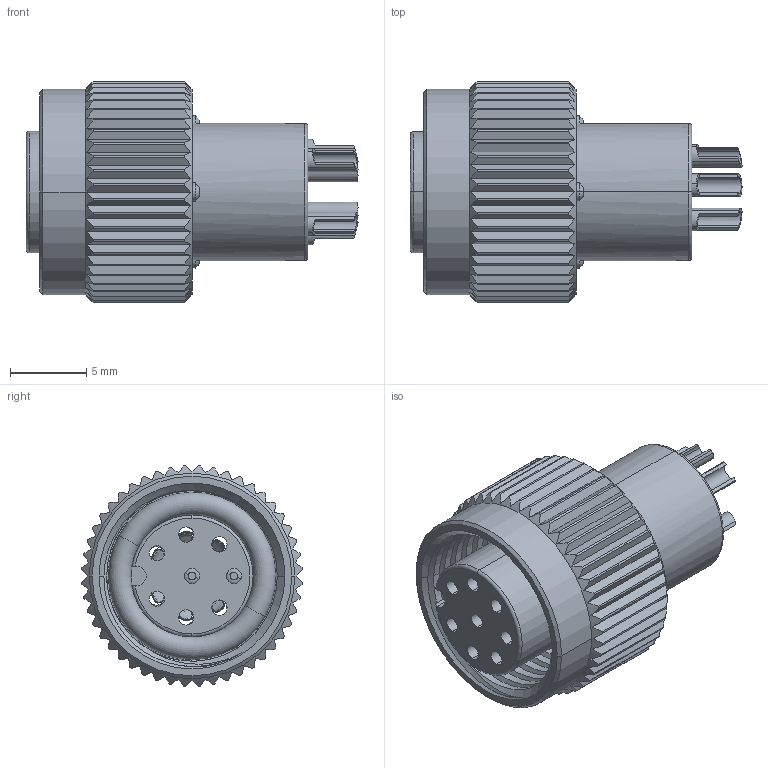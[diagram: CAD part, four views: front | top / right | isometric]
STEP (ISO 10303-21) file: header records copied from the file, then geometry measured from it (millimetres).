
FILE_DESCRIPTION (( 'STEP AP203' ), '1' );
FILE_NAME ('50-00968.STEP', '2023-04-18T16:47:37', ( '' ), ( '' ), 'SwSTEP 2.0', 'SolidWorks 2021', '' );
FILE_SCHEMA (( 'CONFIG_CONTROL_DESIGN' ));
Length unit declared in the file: millimetre
Products named in the file (6): 50-00968-03___; 50-00968-01___; 50-00968-02___; 50-00968-06; 50-00968-04___; 50-00968
Assembly tree (11 placements, depth 2):
  50-00968
    50-00968-01___
    50-00968-02___
    50-00968-03___  x6
    50-00968-04___
    50-00968-06  x2
Bounding box: 21.8 x 14.48 x 14.48 mm (x, y, z)
Volume: 1530.1 mm3; surface area: 3695 mm2
Topology: 11 solids, 11 shells, 873 faces, 2298 edges, 1471 vertices
Faces by surface type: plane 328, cylinder 296, torus 125, cone 67, bspline 57
Entity records: 17167 total; most frequent: CARTESIAN_POINT 5975, ORIENTED_EDGE 2374, DIRECTION 1977, EDGE_CURVE 1187, VERTEX_POINT 775, AXIS2_PLACEMENT_3D 771, EDGE_LOOP 468, VECTOR 435
